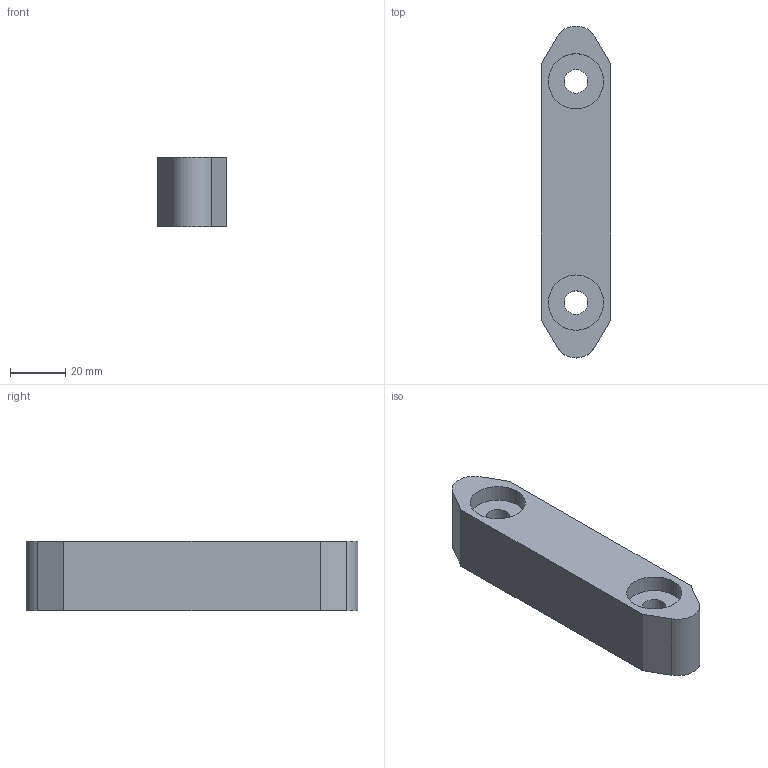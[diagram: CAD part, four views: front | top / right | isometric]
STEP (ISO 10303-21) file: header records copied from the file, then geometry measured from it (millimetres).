
FILE_DESCRIPTION(/* description */ (''),/* implementation_level */ '2;1');
FILE_NAME(/* name */ '1110GN.stp',/* time_stamp */ '2019-08-23T08:20:08+02:00',/* author */ ('Marc'),/* organization */ (''),/* preprocessor_version */ 'ST-DEVELOPER v17.2',/* originating_system */ 'Autodesk Inventor 2019',/* authorisation */ '');
FILE_SCHEMA (('AUTOMOTIVE_DESIGN { 1 0 10303 214 3 1 1 }'));
Length unit declared in the file: millimetre
Products named in the file (1): 1110GN
Bounding box: 25 x 120 x 25 mm (x, y, z)
Volume: 42558.7 mm3; surface area: 17928.3 mm2
Topology: 1 solids, 1 shells, 54 faces, 138 edges, 92 vertices
Faces by surface type: cylinder 28, plane 26
Full cylindrical faces by diameter (mm): 7 x2, 8.5 x2, 20 x2
Entity records: 1707 total; most frequent: DIRECTION 304, CARTESIAN_POINT 285, ORIENTED_EDGE 276, EDGE_CURVE 138, AXIS2_PLACEMENT_3D 111, VERTEX_POINT 92, LINE 82, VECTOR 82
